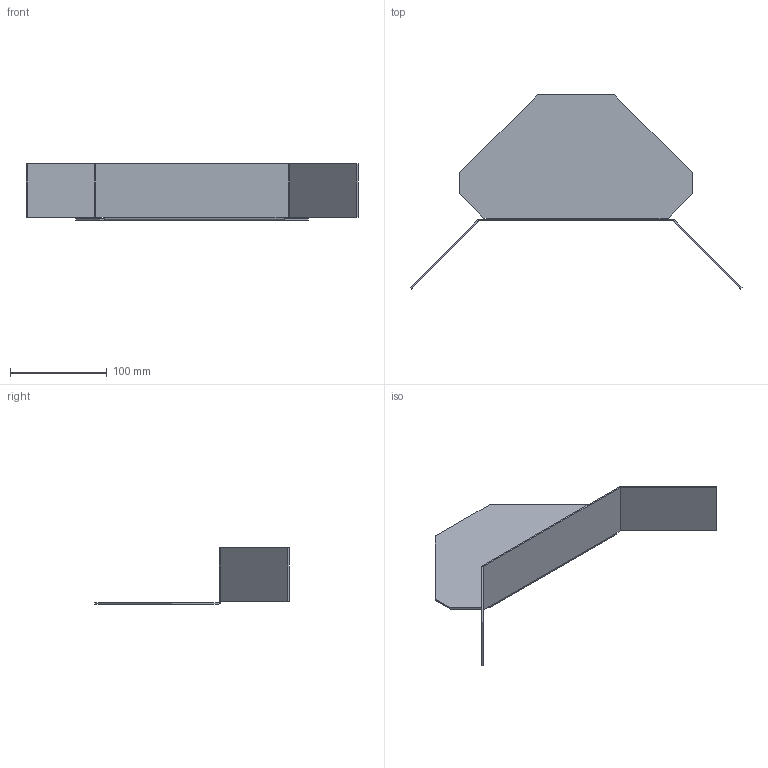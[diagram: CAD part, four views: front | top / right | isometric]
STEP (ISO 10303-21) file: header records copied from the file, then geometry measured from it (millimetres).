
FILE_DESCRIPTION((''),'2;1');
FILE_NAME('6069410_ORG','2012-06-19T',('AndreasKeweloh'),(''),'PRO/ENGINEER BY PARAMETRIC TECHNOLOGY CORPORATION, 2012060','PRO/ENGINEER BY PARAMETRIC TECHNOLOGY CORPORATION, 2012060','');
FILE_SCHEMA(('CONFIG_CONTROL_DESIGN'));
Length unit declared in the file: millimetre
Products named in the file (1): 6069410_ORG
Bounding box: 342.66 x 200.27 x 58 mm (x, y, z)
Volume: 69217.9 mm3; surface area: 94025.8 mm2
Topology: 1 solids, 1 shells, 29 faces, 81 edges, 54 vertices
Faces by surface type: plane 23, cylinder 6
Entity records: 965 total; most frequent: CARTESIAN_POINT 164, ORIENTED_EDGE 162, DIRECTION 151, EDGE_CURVE 81, VECTOR 69, LINE 69, VERTEX_POINT 54, AXIS2_PLACEMENT_3D 41
